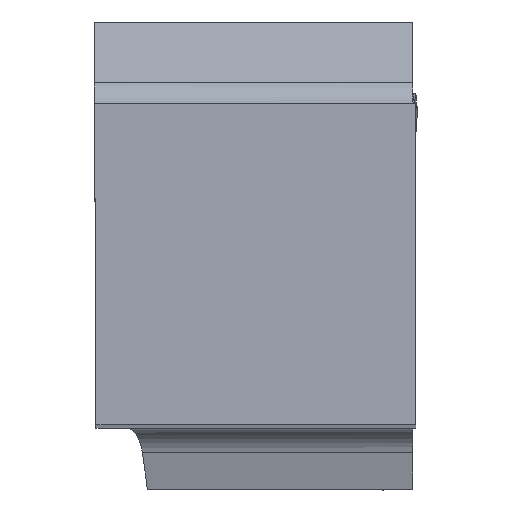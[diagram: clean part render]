
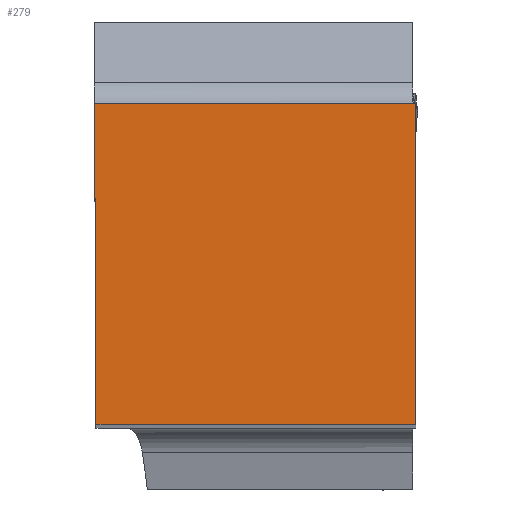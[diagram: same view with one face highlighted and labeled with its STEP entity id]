
A CAD part, top view. The second image highlights one B-rep face of the part: STEP entity #279.
In plain terms, the highlighted planar face has unit normal (0, 0, 1).
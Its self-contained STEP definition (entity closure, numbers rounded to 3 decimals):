
#279=ADVANCED_FACE('CU_BACK_SU1',(#409),#364,.F.);
#364=PLANE('',#1965);
#409=FACE_OUTER_BOUND('',#498,.T.);
#498=EDGE_LOOP('',(#690,#691,#692,#693));
#690=ORIENTED_EDGE('',*,*,#1275,.T.);
#691=ORIENTED_EDGE('',*,*,#1332,.T.);
#692=ORIENTED_EDGE('',*,*,#1333,.T.);
#693=ORIENTED_EDGE('',*,*,#1245,.F.);
#1080=VERTEX_POINT('',#2613);
#1081=VERTEX_POINT('',#2615);
#1102=VERTEX_POINT('',#2672);
#1151=VERTEX_POINT('',#2823);
#1245=EDGE_CURVE('',#1080,#1081,#1495,.T.);
#1275=EDGE_CURVE('',#1080,#1102,#1516,.T.);
#1332=EDGE_CURVE('',#1102,#1151,#1546,.T.);
#1333=EDGE_CURVE('',#1151,#1081,#1547,.T.);
#1495=LINE('',#2614,#1643);
#1516=LINE('',#2673,#1664);
#1546=LINE('',#2822,#1694);
#1547=LINE('',#2824,#1695);
#1643=VECTOR('',#2106,1.);
#1664=VECTOR('',#2159,1.);
#1694=VECTOR('',#2245,1.);
#1695=VECTOR('',#2246,1.);
#1965=AXIS2_PLACEMENT_3D('',#2825,#2247,#2248);
#2106=DIRECTION('',(-0.004,1.,0.));
#2159=DIRECTION('',(1.,0.,0.));
#2245=DIRECTION('',(0.,1.,0.));
#2246=DIRECTION('',(-1.,0.,0.));
#2247=DIRECTION('',(0.,0.,-1.));
#2248=DIRECTION('',(-1.,0.,0.));
#2613=CARTESIAN_POINT('',(0.069,0.,0.));
#2614=CARTESIAN_POINT('',(-0.087,35.606,0.));
#2615=CARTESIAN_POINT('',(0.,15.775,0.));
#2672=CARTESIAN_POINT('',(15.775,0.,0.));
#2673=CARTESIAN_POINT('',(38.674,0.,0.));
#2822=CARTESIAN_POINT('',(15.775,35.775,0.));
#2823=CARTESIAN_POINT('',(15.775,15.775,0.));
#2824=CARTESIAN_POINT('',(38.674,15.775,0.));
#2825=CARTESIAN_POINT('',(38.674,35.775,0.));
